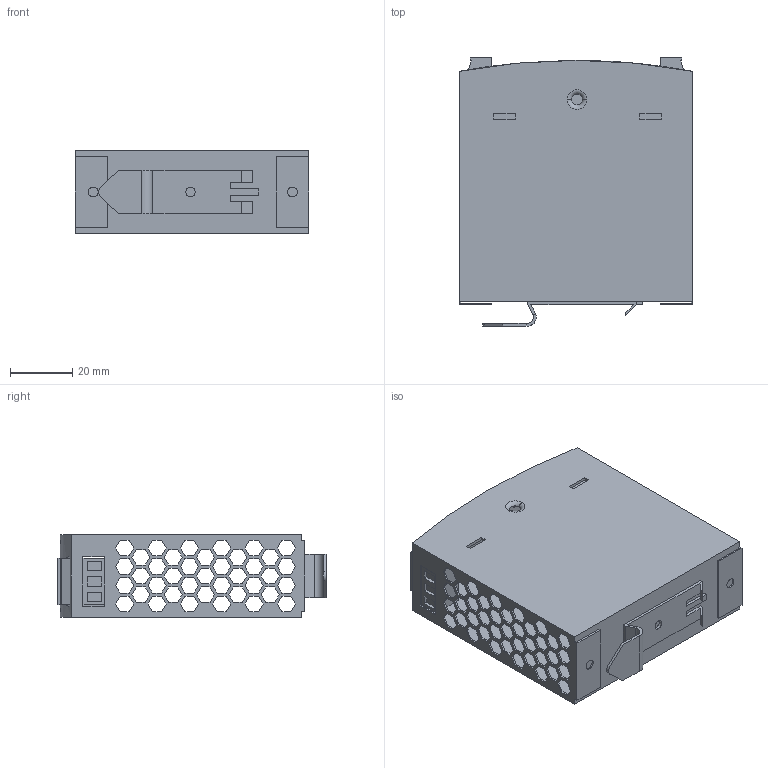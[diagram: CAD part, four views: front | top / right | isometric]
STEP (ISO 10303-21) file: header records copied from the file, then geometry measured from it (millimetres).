
FILE_DESCRIPTION (( 'STEP AP214' ), '1' );
FILE_NAME ('F606EDR-5.0-3P+5.0-2P-V1.0.STEP', '2025-03-27T07:27:40', ( '' ), ( '' ), 'SwSTEP 2.0', 'SolidWorks 2020', '' );
FILE_SCHEMA (( 'AUTOMOTIVE_DESIGN' ));
Length unit declared in the file: millimetre
Products named in the file (1): F606EDR-5.0-3P+5.0-2P-V1.0
Bounding box: 75 x 86.28 x 26.5 mm (x, y, z)
Volume: 19023.3 mm3; surface area: 38105.1 mm2
Topology: 1 solids, 1 shells, 693 faces, 1991 edges, 1320 vertices
Faces by surface type: plane 644, cylinder 37, torus 12
Entity records: 23316 total; most frequent: CARTESIAN_POINT 4349, ORIENTED_EDGE 3982, DIRECTION 3459, EDGE_CURVE 1991, VECTOR 1835, LINE 1835, VERTEX_POINT 1320, EDGE_LOOP 895
